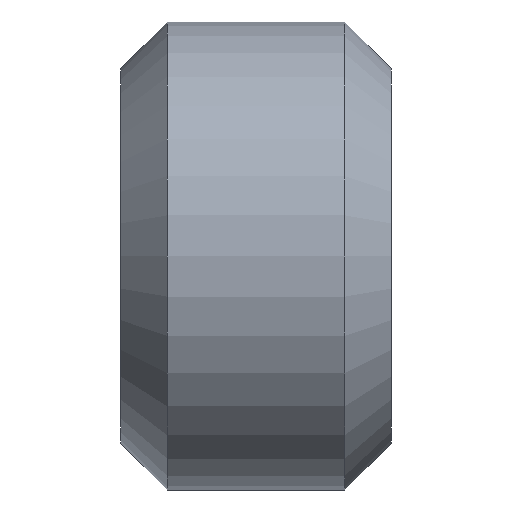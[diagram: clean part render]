
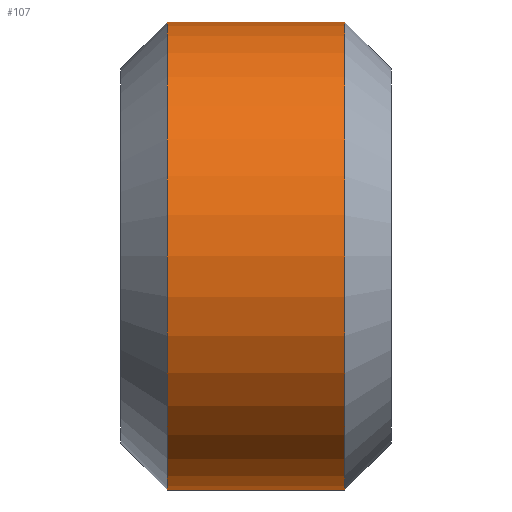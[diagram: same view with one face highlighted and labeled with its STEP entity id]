
A CAD part, front view. The second image highlights one B-rep face of the part: STEP entity #107.
In plain terms, the highlighted cylindrical face has radius 7.615 mm (diameter 15.23 mm), a partial arc.
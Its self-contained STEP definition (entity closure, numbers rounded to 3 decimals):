
#9 = ORIENTED_EDGE ( 'NONE', *, *, #16, .F. ) ;
#14 = ORIENTED_EDGE ( 'NONE', *, *, #490, .T. ) ;
#16 = EDGE_CURVE ( 'NONE', #252, #294, #75, .T. ) ;
#24 = ORIENTED_EDGE ( 'NONE', *, *, #486, .T. ) ;
#64 = VERTEX_POINT ( 'NONE', #134 ) ;
#70 = EDGE_CURVE ( 'NONE', #64, #252, #110, .T. ) ;
#75 = CIRCLE ( 'NONE', #178, 7.615 ) ;
#102 = VECTOR ( 'NONE', #446, 1000. ) ;
#103 = FACE_OUTER_BOUND ( 'NONE', #263, .T. ) ;
#107 = ADVANCED_FACE ( 'NONE', ( #103 ), #116, .T. ) ;
#110 = LINE ( 'NONE', #399, #102 ) ;
#116 = CYLINDRICAL_SURFACE ( 'NONE', #421, 7.615 ) ;
#134 = CARTESIAN_POINT ( 'NONE',  ( -2.89, 0., 7.615 ) ) ;
#178 = AXIS2_PLACEMENT_3D ( 'NONE', #459, #460, #466 ) ;
#216 = AXIS2_PLACEMENT_3D ( 'NONE', #254, #229, #219 ) ;
#219 = DIRECTION ( 'NONE',  ( 0., 0., -1. ) ) ;
#220 = ORIENTED_EDGE ( 'NONE', *, *, #70, .F. ) ;
#229 = DIRECTION ( 'NONE',  ( 1., 0., 0. ) ) ;
#250 = VERTEX_POINT ( 'NONE', #500 ) ;
#252 = VERTEX_POINT ( 'NONE', #427 ) ;
#254 = CARTESIAN_POINT ( 'NONE',  ( -2.89, 0., 0. ) ) ;
#256 = CARTESIAN_POINT ( 'NONE',  ( 0., 0., -7.615 ) ) ;
#263 = EDGE_LOOP ( 'NONE', ( #220, #24, #14, #9 ) ) ;
#294 = VERTEX_POINT ( 'NONE', #314 ) ;
#314 = CARTESIAN_POINT ( 'NONE',  ( 2.89, 0., -7.615 ) ) ;
#338 = DIRECTION ( 'NONE',  ( 1., 0., 0. ) ) ;
#387 = LINE ( 'NONE', #256, #389 ) ;
#389 = VECTOR ( 'NONE', #338, 1000. ) ;
#399 = CARTESIAN_POINT ( 'NONE',  ( 0., 0., 7.615 ) ) ;
#400 = CIRCLE ( 'NONE', #216, 7.615 ) ;
#403 = DIRECTION ( 'NONE',  ( 1., 0., 0. ) ) ;
#413 = CARTESIAN_POINT ( 'NONE',  ( 0., 0., 0. ) ) ;
#421 = AXIS2_PLACEMENT_3D ( 'NONE', #413, #403, #448 ) ;
#427 = CARTESIAN_POINT ( 'NONE',  ( 2.89, 0., 7.615 ) ) ;
#446 = DIRECTION ( 'NONE',  ( 1., 0., 0. ) ) ;
#448 = DIRECTION ( 'NONE',  ( 0., 0., -1. ) ) ;
#459 = CARTESIAN_POINT ( 'NONE',  ( 2.89, 0., 0. ) ) ;
#460 = DIRECTION ( 'NONE',  ( 1., 0., 0. ) ) ;
#466 = DIRECTION ( 'NONE',  ( 0., 0., -1. ) ) ;
#486 = EDGE_CURVE ( 'NONE', #64, #250, #400, .T. ) ;
#490 = EDGE_CURVE ( 'NONE', #250, #294, #387, .T. ) ;
#500 = CARTESIAN_POINT ( 'NONE',  ( -2.89, 0., -7.615 ) ) ;
